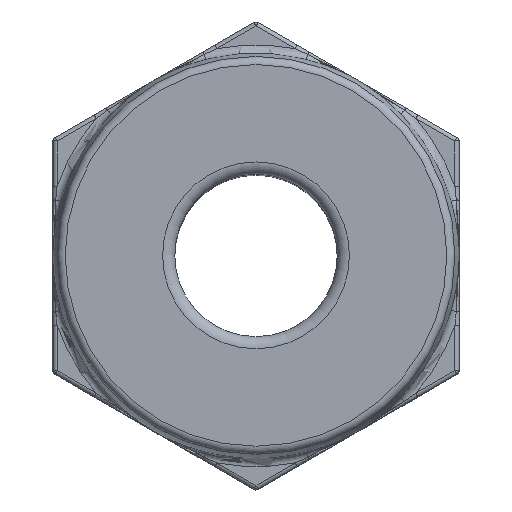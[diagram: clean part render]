
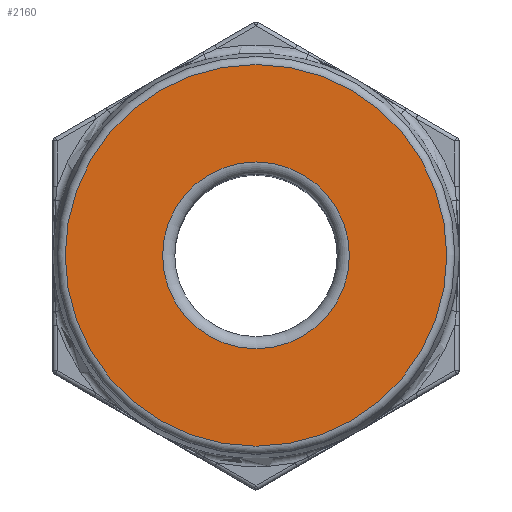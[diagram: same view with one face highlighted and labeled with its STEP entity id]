
A CAD part, top view. The second image highlights one B-rep face of the part: STEP entity #2160.
In plain terms, the highlighted planar face has unit normal (0, 0, 1).
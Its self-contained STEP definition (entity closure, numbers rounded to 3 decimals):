
#37=FACE_BOUND('',#421,.T.);
#127=PLANE('',#2411);
#270=FACE_OUTER_BOUND('',#420,.T.);
#420=EDGE_LOOP('',(#1955));
#421=EDGE_LOOP('',(#1956));
#558=CIRCLE('',#2403,2.3);
#564=CIRCLE('',#2412,4.7);
#996=VERTEX_POINT('',#8351);
#1000=VERTEX_POINT('',#8365);
#1313=EDGE_CURVE('',#996,#996,#558,.T.);
#1320=EDGE_CURVE('',#1000,#1000,#564,.T.);
#1955=ORIENTED_EDGE('',*,*,#1320,.F.);
#1956=ORIENTED_EDGE('',*,*,#1313,.F.);
#2160=ADVANCED_FACE('',(#270,#37),#127,.T.);
#2403=AXIS2_PLACEMENT_3D('',#8352,#2944,#2945);
#2411=AXIS2_PLACEMENT_3D('',#8364,#2961,#2962);
#2412=AXIS2_PLACEMENT_3D('',#8366,#2963,#2964);
#2944=DIRECTION('center_axis',(0.,0.,1.));
#2945=DIRECTION('ref_axis',(-1.,0.,0.));
#2961=DIRECTION('center_axis',(0.,0.,1.));
#2962=DIRECTION('ref_axis',(-1.,0.,0.));
#2963=DIRECTION('center_axis',(0.,0.,-1.));
#2964=DIRECTION('ref_axis',(-1.,0.,0.));
#8351=CARTESIAN_POINT('',(2.3,0.,18.5));
#8352=CARTESIAN_POINT('Origin',(0.,0.,18.5));
#8364=CARTESIAN_POINT('Origin',(0.,0.,18.5));
#8365=CARTESIAN_POINT('',(-4.7,0.,18.5));
#8366=CARTESIAN_POINT('Origin',(0.,0.,18.5));
